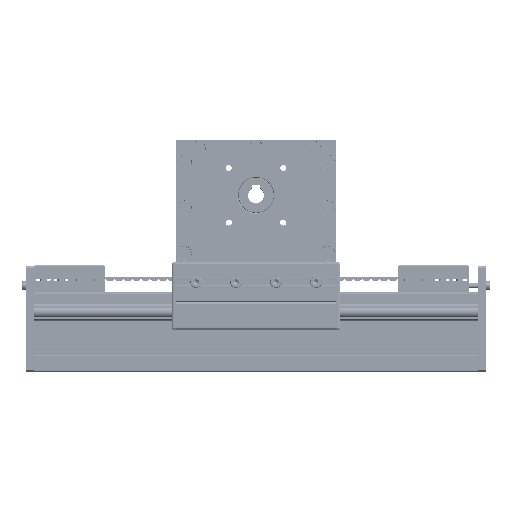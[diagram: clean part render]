
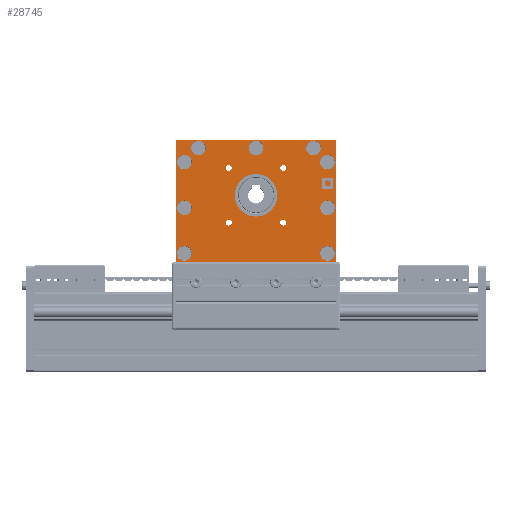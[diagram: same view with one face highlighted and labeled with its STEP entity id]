
A CAD part, left-side view. The second image highlights one B-rep face of the part: STEP entity #28745.
In plain terms, the highlighted face is planar.
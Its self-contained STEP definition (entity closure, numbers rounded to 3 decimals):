
#2876=LINE($,#49814,#5018);
#2884=LINE($,#49837,#5026);
#2901=LINE($,#50010,#5043);
#2902=LINE($,#50012,#5044);
#5018=VECTOR($,#38131,180.);
#5026=VECTOR($,#38151,138.);
#5043=VECTOR($,#38356,180.);
#5044=VECTOR($,#38359,138.);
#6501=PLANE($,#31562);
#7726=FACE_BOUND($,#10822,.T.);
#7727=FACE_BOUND($,#10823,.T.);
#7728=FACE_BOUND($,#10824,.T.);
#7729=FACE_BOUND($,#10825,.T.);
#7730=FACE_BOUND($,#10826,.T.);
#7731=FACE_BOUND($,#10827,.T.);
#7732=FACE_BOUND($,#10828,.T.);
#7733=FACE_BOUND($,#10829,.T.);
#7734=FACE_BOUND($,#10830,.T.);
#7735=FACE_BOUND($,#10831,.T.);
#7736=FACE_BOUND($,#10832,.T.);
#7737=FACE_BOUND($,#10833,.T.);
#7738=FACE_BOUND($,#10834,.T.);
#7739=FACE_BOUND($,#10835,.T.);
#8941=FACE_OUTER_BOUND($,#10821,.T.);
#10821=EDGE_LOOP($,(#24572,#24573,#24574,#24575));
#10822=EDGE_LOOP($,(#24576));
#10823=EDGE_LOOP($,(#24577));
#10824=EDGE_LOOP($,(#24578));
#10825=EDGE_LOOP($,(#24579));
#10826=EDGE_LOOP($,(#24580));
#10827=EDGE_LOOP($,(#24581));
#10828=EDGE_LOOP($,(#24582));
#10829=EDGE_LOOP($,(#24583));
#10830=EDGE_LOOP($,(#24584));
#10831=EDGE_LOOP($,(#24585));
#10832=EDGE_LOOP($,(#24586));
#10833=EDGE_LOOP($,(#24587));
#10834=EDGE_LOOP($,(#24588));
#10835=EDGE_LOOP($,(#24589));
#12480=CIRCLE($,#31469,3.4);
#12482=CIRCLE($,#31472,3.4);
#12484=CIRCLE($,#31475,3.4);
#12486=CIRCLE($,#31478,3.4);
#12488=CIRCLE($,#31481,8.2);
#12491=CIRCLE($,#31486,8.2);
#12494=CIRCLE($,#31491,8.2);
#12497=CIRCLE($,#31496,8.2);
#12500=CIRCLE($,#31501,8.2);
#12503=CIRCLE($,#31506,8.2);
#12506=CIRCLE($,#31511,8.2);
#12509=CIRCLE($,#31516,8.2);
#12512=CIRCLE($,#31521,8.2);
#12530=CIRCLE($,#31555,24.);
#14509=VERTEX_POINT($,#49811);
#14510=VERTEX_POINT($,#49813);
#14519=VERTEX_POINT($,#49835);
#14525=VERTEX_POINT($,#49851);
#14527=VERTEX_POINT($,#49856);
#14529=VERTEX_POINT($,#49861);
#14531=VERTEX_POINT($,#49866);
#14533=VERTEX_POINT($,#49871);
#14536=VERTEX_POINT($,#49879);
#14539=VERTEX_POINT($,#49887);
#14542=VERTEX_POINT($,#49895);
#14545=VERTEX_POINT($,#49903);
#14548=VERTEX_POINT($,#49911);
#14551=VERTEX_POINT($,#49919);
#14554=VERTEX_POINT($,#49927);
#14557=VERTEX_POINT($,#49935);
#14575=VERTEX_POINT($,#49987);
#14581=VERTEX_POINT($,#50008);
#17994=EDGE_CURVE($,#14510,#14509,#2876,.T.);
#18006=EDGE_CURVE($,#14519,#14509,#2884,.T.);
#18013=EDGE_CURVE($,#14525,#14525,#12480,.T.);
#18015=EDGE_CURVE($,#14527,#14527,#12482,.T.);
#18017=EDGE_CURVE($,#14529,#14529,#12484,.T.);
#18019=EDGE_CURVE($,#14531,#14531,#12486,.T.);
#18021=EDGE_CURVE($,#14533,#14533,#12488,.T.);
#18024=EDGE_CURVE($,#14536,#14536,#12491,.T.);
#18027=EDGE_CURVE($,#14539,#14539,#12494,.T.);
#18030=EDGE_CURVE($,#14542,#14542,#12497,.T.);
#18033=EDGE_CURVE($,#14545,#14545,#12500,.T.);
#18036=EDGE_CURVE($,#14548,#14548,#12503,.T.);
#18039=EDGE_CURVE($,#14551,#14551,#12506,.T.);
#18042=EDGE_CURVE($,#14554,#14554,#12509,.T.);
#18045=EDGE_CURVE($,#14557,#14557,#12512,.T.);
#18063=EDGE_CURVE($,#14575,#14575,#12530,.T.);
#18074=EDGE_CURVE($,#14581,#14519,#2901,.T.);
#18075=EDGE_CURVE($,#14510,#14581,#2902,.T.);
#24572=ORIENTED_EDGE($,*,*,#17994,.T.);
#24573=ORIENTED_EDGE($,*,*,#18006,.F.);
#24574=ORIENTED_EDGE($,*,*,#18074,.F.);
#24575=ORIENTED_EDGE($,*,*,#18075,.F.);
#24576=ORIENTED_EDGE($,*,*,#18013,.T.);
#24577=ORIENTED_EDGE($,*,*,#18015,.T.);
#24578=ORIENTED_EDGE($,*,*,#18017,.T.);
#24579=ORIENTED_EDGE($,*,*,#18019,.T.);
#24580=ORIENTED_EDGE($,*,*,#18021,.T.);
#24581=ORIENTED_EDGE($,*,*,#18024,.T.);
#24582=ORIENTED_EDGE($,*,*,#18027,.T.);
#24583=ORIENTED_EDGE($,*,*,#18030,.T.);
#24584=ORIENTED_EDGE($,*,*,#18033,.T.);
#24585=ORIENTED_EDGE($,*,*,#18036,.T.);
#24586=ORIENTED_EDGE($,*,*,#18039,.T.);
#24587=ORIENTED_EDGE($,*,*,#18042,.T.);
#24588=ORIENTED_EDGE($,*,*,#18045,.T.);
#24589=ORIENTED_EDGE($,*,*,#18063,.T.);
#28745=ADVANCED_FACE($,(#8941,#7726,#7727,#7728,#7729,#7730,#7731,#7732,
#7733,#7734,#7735,#7736,#7737,#7738,#7739),#6501,.F.);
#31469=AXIS2_PLACEMENT_3D($,#49852,#38162,#38163);
#31472=AXIS2_PLACEMENT_3D($,#49857,#38168,#38169);
#31475=AXIS2_PLACEMENT_3D($,#49862,#38174,#38175);
#31478=AXIS2_PLACEMENT_3D($,#49867,#38180,#38181);
#31481=AXIS2_PLACEMENT_3D($,#49872,#38186,#38187);
#31486=AXIS2_PLACEMENT_3D($,#49880,#38196,#38197);
#31491=AXIS2_PLACEMENT_3D($,#49888,#38206,#38207);
#31496=AXIS2_PLACEMENT_3D($,#49896,#38216,#38217);
#31501=AXIS2_PLACEMENT_3D($,#49904,#38226,#38227);
#31506=AXIS2_PLACEMENT_3D($,#49912,#38236,#38237);
#31511=AXIS2_PLACEMENT_3D($,#49920,#38246,#38247);
#31516=AXIS2_PLACEMENT_3D($,#49928,#38256,#38257);
#31521=AXIS2_PLACEMENT_3D($,#49936,#38266,#38267);
#31555=AXIS2_PLACEMENT_3D($,#49988,#38334,#38335);
#31562=AXIS2_PLACEMENT_3D($,#50014,#38361,#38362);
#38131=DIRECTION($,(-1.,0.,0.));
#38151=DIRECTION($,(0.,-1.,0.));
#38162=DIRECTION('center_axis',(0.,0.,1.));
#38163=DIRECTION('ref_axis',(0.,1.,0.));
#38168=DIRECTION('center_axis',(0.,0.,1.));
#38169=DIRECTION('ref_axis',(1.,0.,0.));
#38174=DIRECTION('center_axis',(0.,0.,1.));
#38175=DIRECTION('ref_axis',(0.,-1.,0.));
#38180=DIRECTION('center_axis',(0.,0.,1.));
#38181=DIRECTION('ref_axis',(-1.,0.,0.));
#38186=DIRECTION('center_axis',(0.,0.,1.));
#38187=DIRECTION('ref_axis',(-1.,0.,0.));
#38196=DIRECTION('center_axis',(0.,0.,1.));
#38197=DIRECTION('ref_axis',(-1.,0.,0.));
#38206=DIRECTION('center_axis',(0.,0.,1.));
#38207=DIRECTION('ref_axis',(-1.,0.,0.));
#38216=DIRECTION('center_axis',(0.,0.,1.));
#38217=DIRECTION('ref_axis',(-1.,0.,0.));
#38226=DIRECTION('center_axis',(0.,0.,1.));
#38227=DIRECTION('ref_axis',(-1.,0.,0.));
#38236=DIRECTION('center_axis',(0.,0.,1.));
#38237=DIRECTION('ref_axis',(-1.,0.,0.));
#38246=DIRECTION('center_axis',(0.,0.,1.));
#38247=DIRECTION('ref_axis',(-1.,0.,0.));
#38256=DIRECTION('center_axis',(0.,0.,1.));
#38257=DIRECTION('ref_axis',(-1.,0.,0.));
#38266=DIRECTION('center_axis',(0.,0.,1.));
#38267=DIRECTION('ref_axis',(-1.,0.,0.));
#38334=DIRECTION('center_axis',(0.,0.,1.));
#38335=DIRECTION('ref_axis',(1.,0.,0.));
#38356=DIRECTION($,(-1.,0.,0.));
#38359=DIRECTION($,(0.,1.,0.));
#38361=DIRECTION('center_axis',(0.,0.,1.));
#38362=DIRECTION('ref_axis',(1.,0.,0.));
#49811=CARTESIAN_POINT('',(-90.,-75.5,0.));
#49813=CARTESIAN_POINT('',(90.,-75.5,0.));
#49814=CARTESIAN_POINT($,(-45.,-75.5,0.));
#49835=CARTESIAN_POINT('',(-90.,62.5,0.));
#49837=CARTESIAN_POINT($,(-90.,62.5,0.));
#49851=CARTESIAN_POINT('',(30.76,27.36,0.));
#49852=CARTESIAN_POINT('Origin',(30.76,30.76,0.));
#49856=CARTESIAN_POINT('',(27.36,-30.76,0.));
#49857=CARTESIAN_POINT('Origin',(30.76,-30.76,0.));
#49861=CARTESIAN_POINT('',(-30.76,-27.36,0.));
#49862=CARTESIAN_POINT('Origin',(-30.76,-30.76,0.));
#49866=CARTESIAN_POINT('',(-27.36,30.76,0.));
#49867=CARTESIAN_POINT('Origin',(-30.76,30.76,0.));
#49871=CARTESIAN_POINT('',(72.55,-14.,0.));
#49872=CARTESIAN_POINT('Origin',(80.75,-14.,0.));
#49879=CARTESIAN_POINT('',(72.55,-65.5,0.));
#49880=CARTESIAN_POINT('Origin',(80.75,-65.5,0.));
#49887=CARTESIAN_POINT('',(-88.95,-65.5,0.));
#49888=CARTESIAN_POINT('Origin',(-80.75,-65.5,0.));
#49895=CARTESIAN_POINT('',(-88.95,-14.,0.));
#49896=CARTESIAN_POINT('Origin',(-80.75,-14.,0.));
#49903=CARTESIAN_POINT('',(-88.95,37.5,0.));
#49904=CARTESIAN_POINT('Origin',(-80.75,37.5,0.));
#49911=CARTESIAN_POINT('',(-73.2,53.25,0.));
#49912=CARTESIAN_POINT('Origin',(-65.,53.25,0.));
#49919=CARTESIAN_POINT('',(-8.2,53.25,0.));
#49920=CARTESIAN_POINT('Origin',(0.,53.25,0.));
#49927=CARTESIAN_POINT('',(56.8,53.25,0.));
#49928=CARTESIAN_POINT('Origin',(65.,53.25,0.));
#49935=CARTESIAN_POINT('',(72.55,37.5,0.));
#49936=CARTESIAN_POINT('Origin',(80.75,37.5,0.));
#49987=CARTESIAN_POINT('',(-24.,0.,0.));
#49988=CARTESIAN_POINT('Origin',(0.,0.,
0.));
#50008=CARTESIAN_POINT('',(90.,62.5,0.));
#50010=CARTESIAN_POINT($,(90.,62.5,0.));
#50012=CARTESIAN_POINT($,(90.,-108.,0.));
#50014=CARTESIAN_POINT('Origin',(0.,-22.75,0.));
